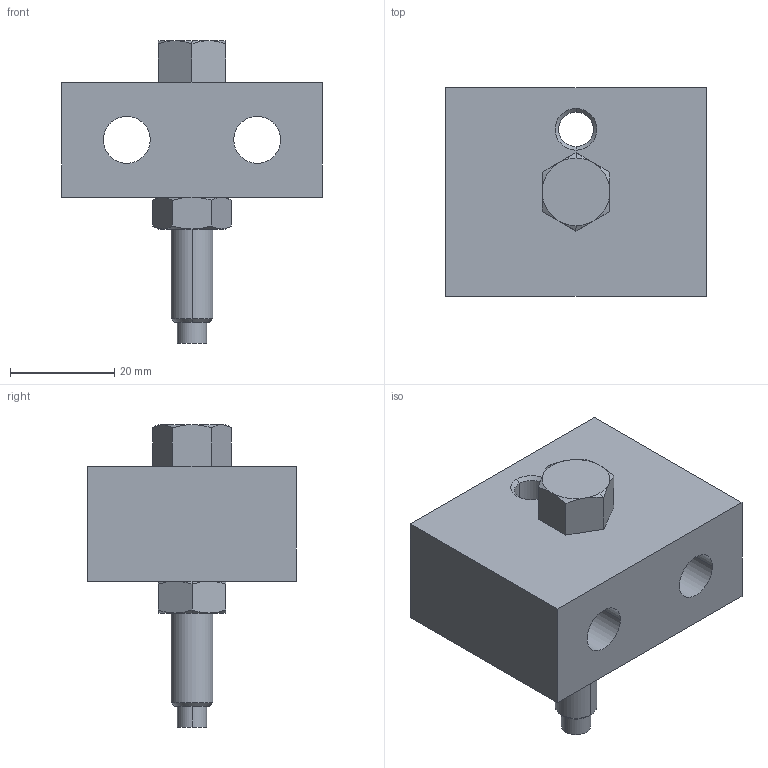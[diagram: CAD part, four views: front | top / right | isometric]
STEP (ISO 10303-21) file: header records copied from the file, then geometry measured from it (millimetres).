
FILE_DESCRIPTION(('STEP AP203'),'1');
FILE_NAME('03084-08032.stp','2014-04-30T15:15:40',('TraceParts'),('TraceParts S.A.'),'XStep 1.0',' ',' ');
FILE_SCHEMA(('CONFIG_CONTROL_DESIGN'));
Length unit declared in the file: millimetre
Products named in the file (3): 1; 2; 3
Bounding box: 50 x 40 x 58 mm (x, y, z)
Volume: 37990.5 mm3; surface area: 13803.4 mm2
Topology: 3 solids, 3 shells, 82 faces, 178 edges, 106 vertices
Faces by surface type: cone 38, plane 26, cylinder 18
Entity records: 2400 total; most frequent: CARTESIAN_POINT 513, DIRECTION 386, ORIENTED_EDGE 356, EDGE_CURVE 178, AXIS2_PLACEMENT_3D 159, VERTEX_POINT 106, EDGE_LOOP 96, ADVANCED_FACE 82
